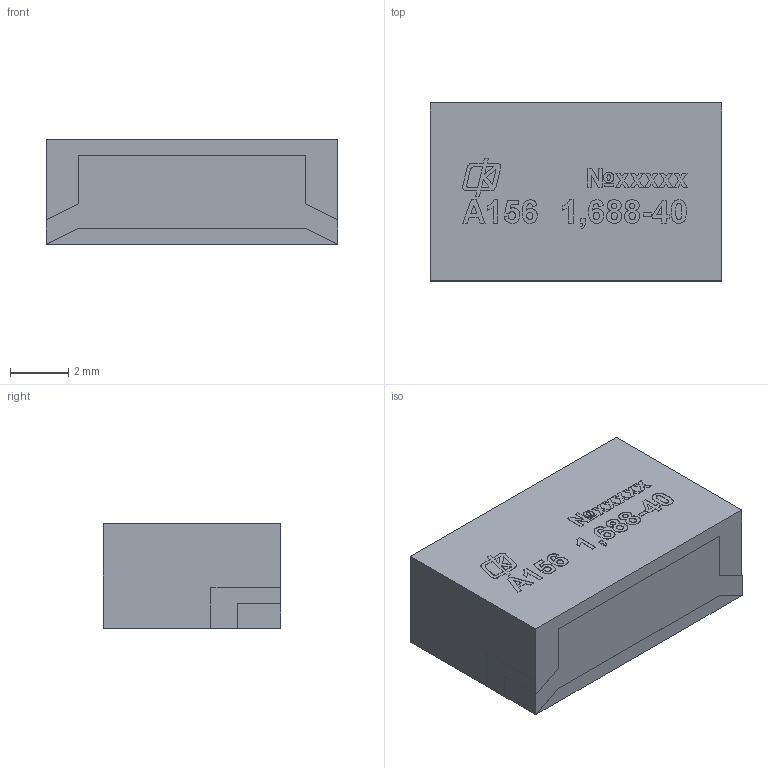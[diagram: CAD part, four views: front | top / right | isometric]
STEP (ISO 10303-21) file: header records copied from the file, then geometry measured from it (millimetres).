
FILE_DESCRIPTION(('STEP AP203'), '1');
FILE_NAME('ÍØÁÀ.434834.010-26_Ôèëüòð ÔÊÏ1-210-26-1,688-40', '', ('UNSPECIFIED'), ('UNSPECIFIED'), 'ASCON STEP Converter 1.6', 'ASCON Math Kernel', '');
FILE_SCHEMA(('CONFIG_CONTROL_DESIGN'));
Length unit declared in the file: millimetre
Products named in the file (1): НШБА.434834.010-26_Фильтр ФКП1-210-26-1,688-40
Bounding box: 10 x 6.1 x 3.6 mm (x, y, z)
Volume: 219.5 mm3; surface area: 238.6 mm2
Topology: 1 solids, 1 shells, 324 faces, 857 edges, 570 vertices
Faces by surface type: plane 224, bspline 94, cylinder 6
Entity records: 21678 total; most frequent: CARTESIAN_POINT 11808, ORIENTED_EDGE 1714, DIRECTION 1059, EDGE_CURVE 857, LINE 573, VECTOR 573, VERTEX_POINT 570, FACE_BOUND 359
